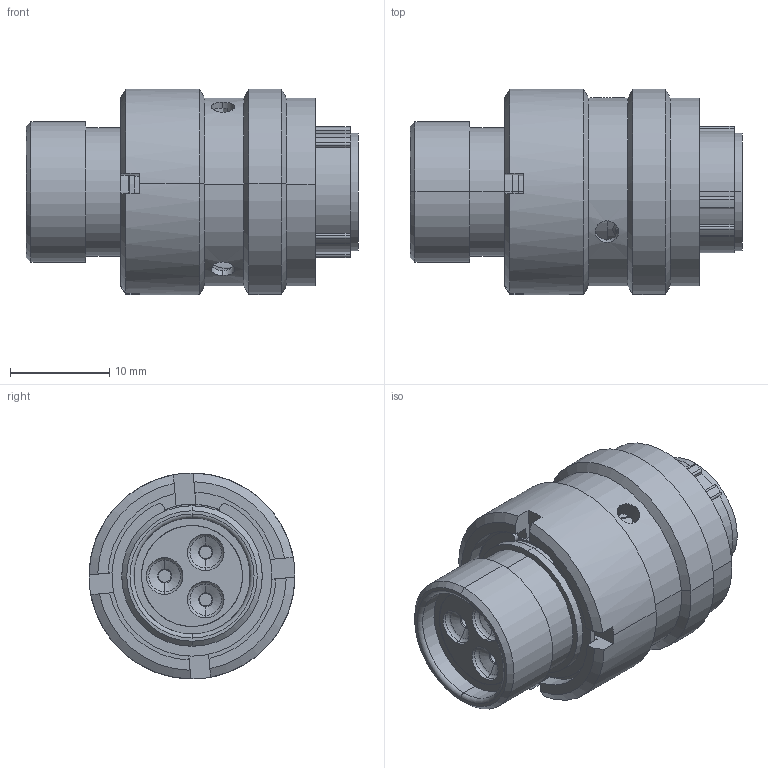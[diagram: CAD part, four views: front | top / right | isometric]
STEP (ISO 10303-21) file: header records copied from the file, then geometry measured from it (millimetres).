
FILE_DESCRIPTION (( 'STEP AP214' ), '1' );
FILE_NAME ('AS610-03PA.STEP', '2019-11-14T10:18:58', ( 'TE Connectivity' ), ( 'TE Connectivity' ), 'SwSTEP 2.0', 'SolidWorks 2016', '' );
FILE_SCHEMA (( 'AUTOMOTIVE_DESIGN' ));
Length unit declared in the file: millimetre
Products named in the file (1): AS610-03PA
Bounding box: 33.37 x 20.7 x 20.7 mm (x, y, z)
Volume: 5101.4 mm3; surface area: 8156.9 mm2
Topology: 11 solids, 11 shells, 614 faces, 1575 edges, 995 vertices
Faces by surface type: plane 226, cylinder 222, torus 98, cone 56, bspline 12
Entity records: 28952 total; most frequent: CARTESIAN_POINT 8041, ORIENTED_EDGE 3134, DIRECTION 2683, EDGE_CURVE 1567, AXIS2_PLACEMENT_3D 1128, VERTEX_POINT 995, EDGE_LOOP 666, UNCERTAINTY_MEASURE_WITH_UNIT 627
